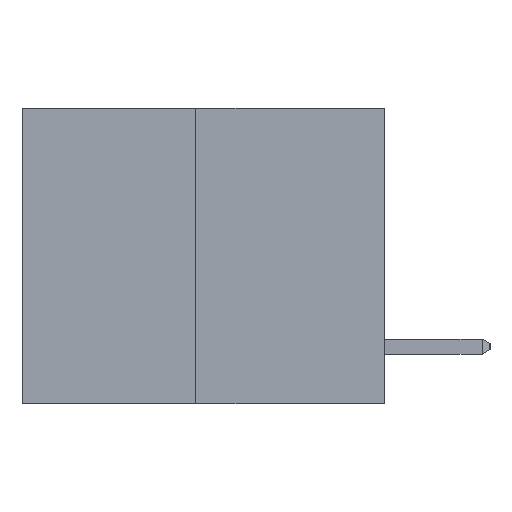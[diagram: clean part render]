
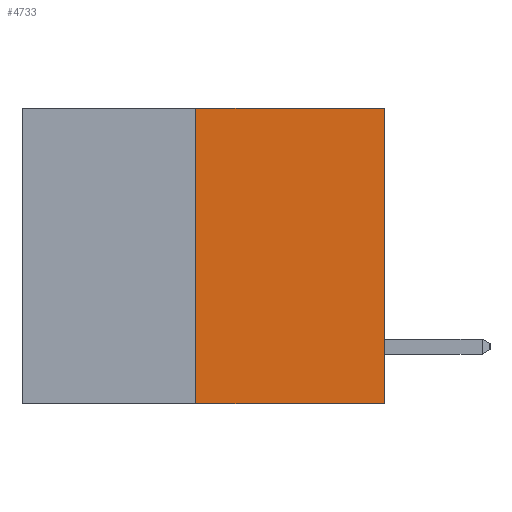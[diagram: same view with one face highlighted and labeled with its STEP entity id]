
A CAD part, left-side view. The second image highlights one B-rep face of the part: STEP entity #4733.
In plain terms, the highlighted planar face has unit normal (-1, 0, 0).
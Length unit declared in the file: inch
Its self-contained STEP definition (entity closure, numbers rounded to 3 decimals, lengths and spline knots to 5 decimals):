
#183 = ORIENTED_EDGE ( 'NONE', *, *, #9130, .F. ) ;
#201 = EDGE_CURVE ( 'NONE', #8112, #6389, #8241, .T. ) ;
#299 = CARTESIAN_POINT ( 'NONE',  ( 0., 0.6, -0.49 ) ) ;
#404 = ORIENTED_EDGE ( 'NONE', *, *, #201, .T. ) ;
#718 = DIRECTION ( 'NONE',  ( 0., -1., 0. ) ) ;
#1222 = LINE ( 'NONE', #11509, #1357 ) ;
#1357 = VECTOR ( 'NONE', #4178, 39.37008 ) ;
#1430 = DIRECTION ( 'NONE',  ( 0., -1., 0. ) ) ;
#1687 = VERTEX_POINT ( 'NONE', #4470 ) ;
#3291 = EDGE_CURVE ( 'NONE', #10379, #8112, #6143, .T. ) ;
#3799 = VECTOR ( 'NONE', #718, 39.37008 ) ;
#4178 = DIRECTION ( 'NONE',  ( 0., 0., 1. ) ) ;
#4430 = DIRECTION ( 'NONE',  ( 0., 0., 1. ) ) ;
#4470 = CARTESIAN_POINT ( 'NONE',  ( 0., 0.312, 0. ) ) ;
#4733 = ADVANCED_FACE ( 'NONE', ( #10990 ), #9757, .F. ) ;
#5137 = DIRECTION ( 'NONE',  ( 1., 0., 0. ) ) ;
#5179 = DIRECTION ( 'NONE',  ( 0., 0., -1. ) ) ;
#5211 = CARTESIAN_POINT ( 'NONE',  ( 0., 0.6, 0. ) ) ;
#6143 = LINE ( 'NONE', #299, #7027 ) ;
#6389 = VERTEX_POINT ( 'NONE', #10698 ) ;
#7027 = VECTOR ( 'NONE', #1430, 39.37008 ) ;
#7894 = ORIENTED_EDGE ( 'NONE', *, *, #3291, .T. ) ;
#8112 = VERTEX_POINT ( 'NONE', #10746 ) ;
#8182 = AXIS2_PLACEMENT_3D ( 'NONE', #10683, #5137, #5179 ) ;
#8241 = LINE ( 'NONE', #8890, #10269 ) ;
#8890 = CARTESIAN_POINT ( 'NONE',  ( 0., 0., 0. ) ) ;
#9035 = CARTESIAN_POINT ( 'NONE',  ( 0., 0.312, -0.49 ) ) ;
#9038 = EDGE_CURVE ( 'NONE', #10379, #1687, #1222, .T. ) ;
#9130 = EDGE_CURVE ( 'NONE', #1687, #6389, #9593, .T. ) ;
#9593 = LINE ( 'NONE', #5211, #3799 ) ;
#9757 = PLANE ( 'NONE',  #8182 ) ;
#9893 = EDGE_LOOP ( 'NONE', ( #9921, #7894, #404, #183 ) ) ;
#9921 = ORIENTED_EDGE ( 'NONE', *, *, #9038, .F. ) ;
#10269 = VECTOR ( 'NONE', #4430, 39.37008 ) ;
#10379 = VERTEX_POINT ( 'NONE', #9035 ) ;
#10683 = CARTESIAN_POINT ( 'NONE',  ( 0., 0.6, 0. ) ) ;
#10698 = CARTESIAN_POINT ( 'NONE',  ( 0., 0., 0. ) ) ;
#10746 = CARTESIAN_POINT ( 'NONE',  ( 0., 0., -0.49 ) ) ;
#10990 = FACE_OUTER_BOUND ( 'NONE', #9893, .T. ) ;
#11509 = CARTESIAN_POINT ( 'NONE',  ( 0., 0.312, -0.49 ) ) ;
